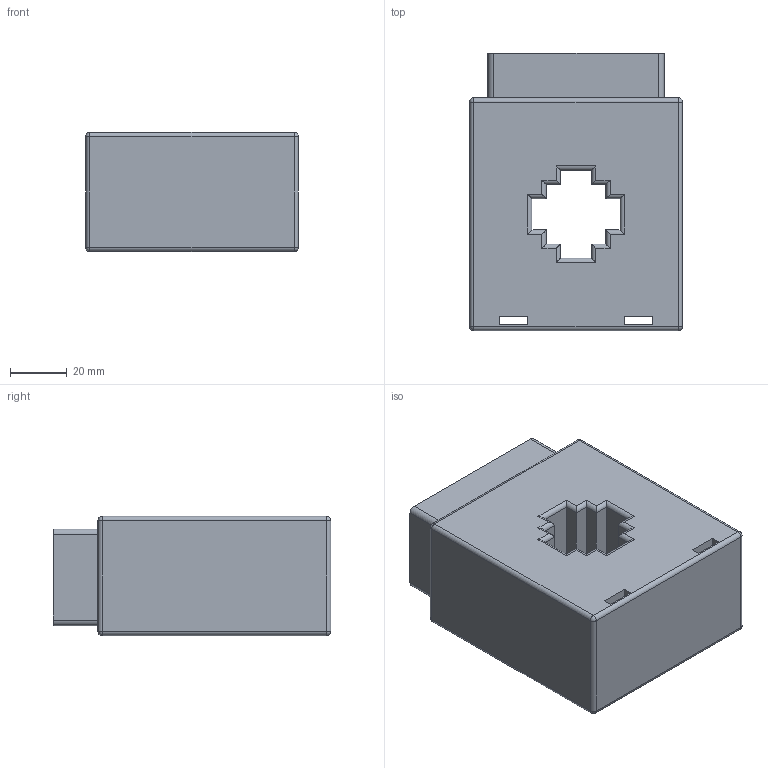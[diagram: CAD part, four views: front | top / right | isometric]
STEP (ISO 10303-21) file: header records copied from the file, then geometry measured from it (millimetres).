
FILE_DESCRIPTION (( 'STEP AP203' ), '1' );
FILE_NAME ('ﾒﾒﾝ 30-100....300-5ﾀ.STEP', '2018-04-23T12:04:27', ( '' ), ( '' ), 'SwSTEP 2.0', 'SolidWorks 2017', '' );
FILE_SCHEMA (( 'CONFIG_CONTROL_DESIGN' ));
Length unit declared in the file: millimetre
Products named in the file (1): ﾒﾒﾝ 30-100....300-5ﾀ
Bounding box: 75 x 97.75 x 42 mm (x, y, z)
Volume: 238337.7 mm3; surface area: 36794.2 mm2
Topology: 1 solids, 1 shells, 185 faces, 466 edges, 284 vertices
Faces by surface type: plane 97, cylinder 70, torus 10, sphere 8
Entity records: 5593 total; most frequent: CARTESIAN_POINT 1292, ORIENTED_EDGE 916, DIRECTION 836, EDGE_CURVE 458, VERTEX_POINT 284, VECTOR 280, LINE 280, AXIS2_PLACEMENT_3D 278
